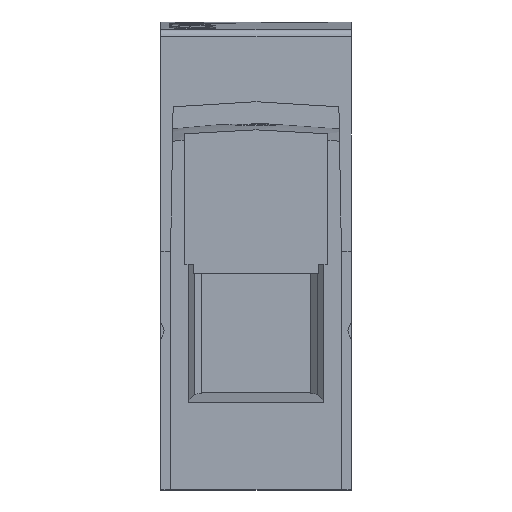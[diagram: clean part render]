
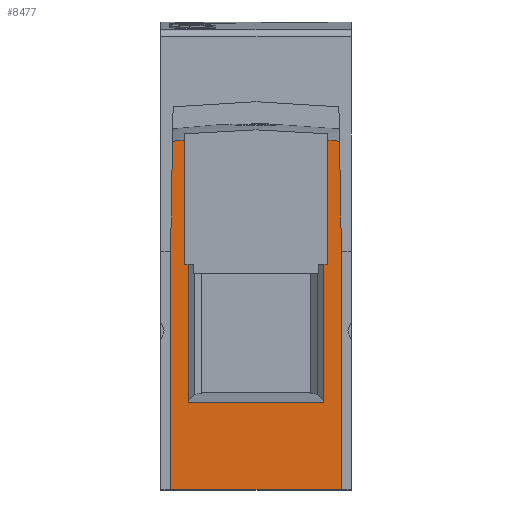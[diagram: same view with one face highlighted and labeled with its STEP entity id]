
A CAD part, front view. The second image highlights one B-rep face of the part: STEP entity #8477.
In plain terms, the highlighted planar face has unit normal (0, -1, 0).
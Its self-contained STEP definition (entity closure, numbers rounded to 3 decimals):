
#482=DIRECTION('',(-1.,0.,0.));
#483=VECTOR('',#482,23.295);
#484=CARTESIAN_POINT('',(11.648,-60.25,
0.));
#485=LINE('',#484,#483);
#1821=CARTESIAN_POINT('',(9.8,-60.25,47.74));
#1822=CARTESIAN_POINT('',(9.976,-60.25,47.72));
#1823=CARTESIAN_POINT('',(10.329,-60.25,47.68));
#1824=CARTESIAN_POINT('',(10.858,-60.25,47.617));
#1825=CARTESIAN_POINT('',(11.21,-60.25,47.573));
#1826=CARTESIAN_POINT('',(11.386,-60.25,47.551));
#1851=CARTESIAN_POINT('',(-11.386,-60.25,
47.551));
#1852=CARTESIAN_POINT('',(-11.21,-60.25,
47.573));
#1853=CARTESIAN_POINT('',(-10.858,-60.25,
47.617));
#1854=CARTESIAN_POINT('',(-10.329,-60.25,
47.68));
#1855=CARTESIAN_POINT('',(-9.976,-60.25,
47.72));
#1856=CARTESIAN_POINT('',(-9.8,-60.25,
47.74));
#3766=DIRECTION('',(0.,0.,-1.));
#3767=VECTOR('',#3766,32.55);
#3768=CARTESIAN_POINT('',(-11.648,-60.25,
32.55));
#3769=LINE('',#3768,#3767);
#3773=DIRECTION('',(-0.017,0.,-1.));
#3774=VECTOR('',#3773,15.003);
#3775=CARTESIAN_POINT('',(-11.386,-60.25,
47.551));
#3776=LINE('',#3775,#3774);
#3780=DIRECTION('',(0.,0.,1.));
#3781=VECTOR('',#3780,16.94);
#3782=CARTESIAN_POINT('',(-9.8,-60.25,
30.8));
#3783=LINE('',#3782,#3781);
#3787=DIRECTION('',(-1.,0.,0.));
#3788=VECTOR('',#3787,0.535);
#3789=CARTESIAN_POINT('',(-9.265,-60.25,
30.8));
#3790=LINE('',#3789,#3788);
#3794=DIRECTION('',(0.,0.,1.));
#3795=VECTOR('',#3794,18.836);
#3796=CARTESIAN_POINT('',(-9.265,-60.25,
11.964));
#3797=LINE('',#3796,#3795);
#3801=DIRECTION('',(-1.,0.,0.));
#3802=VECTOR('',#3801,18.529);
#3803=CARTESIAN_POINT('',(9.265,-60.25,11.964));
#3804=LINE('',#3803,#3802);
#3808=DIRECTION('',(0.,0.,-1.));
#3809=VECTOR('',#3808,18.836);
#3810=CARTESIAN_POINT('',(9.265,-60.25,30.8));
#3811=LINE('',#3810,#3809);
#3815=DIRECTION('',(-1.,0.,0.));
#3816=VECTOR('',#3815,0.535);
#3817=CARTESIAN_POINT('',(9.8,-60.25,30.8));
#3818=LINE('',#3817,#3816);
#3822=DIRECTION('',(0.,0.,-1.));
#3823=VECTOR('',#3822,16.94);
#3824=CARTESIAN_POINT('',(9.8,-60.25,47.74));
#3825=LINE('',#3824,#3823);
#3829=DIRECTION('',(-0.017,0.,1.));
#3830=VECTOR('',#3829,15.003);
#3831=CARTESIAN_POINT('',(11.648,-60.25,32.55));
#3832=LINE('',#3831,#3830);
#3836=DIRECTION('',(0.,0.,1.));
#3837=VECTOR('',#3836,32.55);
#3838=CARTESIAN_POINT('',(11.648,-60.25,
0.));
#3839=LINE('',#3838,#3837);
#4229=CARTESIAN_POINT('',(11.648,-60.25,
0.));
#4230=VERTEX_POINT('',#4229);
#4261=CARTESIAN_POINT('',(11.648,-60.25,32.55));
#4262=VERTEX_POINT('',#4261);
#4263=CARTESIAN_POINT('',(-11.648,-60.25,
0.));
#4264=VERTEX_POINT('',#4263);
#4279=CARTESIAN_POINT('',(-11.648,-60.25,
32.55));
#4280=VERTEX_POINT('',#4279);
#4315=CARTESIAN_POINT('',(-11.386,-60.25,
47.551));
#4316=VERTEX_POINT('',#4315);
#4336=CARTESIAN_POINT('',(11.386,-60.25,47.551));
#4337=VERTEX_POINT('',#4336);
#4392=VERTEX_POINT('',#1856);
#4406=VERTEX_POINT('',#1821);
#4426=CARTESIAN_POINT('',(-9.8,-60.25,
30.8));
#4427=VERTEX_POINT('',#4426);
#4436=CARTESIAN_POINT('',(9.8,-60.25,30.8));
#4437=VERTEX_POINT('',#4436);
#4456=CARTESIAN_POINT('',(-9.265,-60.25,
30.8));
#4457=VERTEX_POINT('',#4456);
#4473=CARTESIAN_POINT('',(9.265,-60.25,30.8));
#4474=VERTEX_POINT('',#4473);
#4496=CARTESIAN_POINT('',(-9.265,-60.25,
11.964));
#4497=VERTEX_POINT('',#4496);
#4512=CARTESIAN_POINT('',(9.265,-60.25,11.964));
#4513=VERTEX_POINT('',#4512);
#8449=CARTESIAN_POINT('',(-18.1,-60.25,
35.5));
#8450=DIRECTION('',(0.,-1.,0.));
#8451=DIRECTION('',(-1.,0.,0.));
#8452=AXIS2_PLACEMENT_3D('',#8449,#8450,#8451);
#8453=PLANE('',#8452);
#8454=ORIENTED_EDGE('',*,*,#5062,.F.);
#8455=ORIENTED_EDGE('',*,*,#6476,.F.);
#8456=ORIENTED_EDGE('',*,*,#6452,.T.);
#8458=ORIENTED_EDGE('',*,*,#8457,.F.);
#8460=ORIENTED_EDGE('',*,*,#8459,.F.);
#8462=ORIENTED_EDGE('',*,*,#8461,.F.);
#8464=ORIENTED_EDGE('',*,*,#8463,.F.);
#8466=ORIENTED_EDGE('',*,*,#8465,.F.);
#8468=ORIENTED_EDGE('',*,*,#8467,.F.);
#8470=ORIENTED_EDGE('',*,*,#8469,.F.);
#8471=ORIENTED_EDGE('',*,*,#6442,.T.);
#8472=ORIENTED_EDGE('',*,*,#4987,.F.);
#8473=ORIENTED_EDGE('',*,*,#5010,.F.);
#8474=ORIENTED_EDGE('',*,*,#5031,.T.);
#8475=EDGE_LOOP('',(#8454,#8455,#8456,#8458,#8460,#8462,#8464,#8466,#8468,#8470,
#8471,#8472,#8473,#8474));
#8476=FACE_OUTER_BOUND('',#8475,.F.);
#1827=B_SPLINE_CURVE_WITH_KNOTS('',3,(#1821,#1822,#1823,#1824,#1825,#1826),
.UNSPECIFIED.,.F.,.F.,(4,1,1,4),(0.,0.333,0.667,1.),
.UNSPECIFIED.);
#1857=B_SPLINE_CURVE_WITH_KNOTS('',3,(#1851,#1852,#1853,#1854,#1855,#1856),
.UNSPECIFIED.,.F.,.F.,(4,1,1,4),(0.,0.333,0.667,1.),
.UNSPECIFIED.);
#4987=EDGE_CURVE('',#4262,#4337,#3832,.T.);
#5010=EDGE_CURVE('',#4230,#4262,#3839,.T.);
#5031=EDGE_CURVE('',#4230,#4264,#485,.T.);
#5062=EDGE_CURVE('',#4280,#4264,#3769,.T.);
#6442=EDGE_CURVE('',#4406,#4337,#1827,.T.);
#6452=EDGE_CURVE('',#4316,#4392,#1857,.T.);
#6476=EDGE_CURVE('',#4316,#4280,#3776,.T.);
#8457=EDGE_CURVE('',#4427,#4392,#3783,.T.);
#8459=EDGE_CURVE('',#4457,#4427,#3790,.T.);
#8461=EDGE_CURVE('',#4497,#4457,#3797,.T.);
#8463=EDGE_CURVE('',#4513,#4497,#3804,.T.);
#8465=EDGE_CURVE('',#4474,#4513,#3811,.T.);
#8467=EDGE_CURVE('',#4437,#4474,#3818,.T.);
#8469=EDGE_CURVE('',#4406,#4437,#3825,.T.);
#8477=ADVANCED_FACE('',(#8476),#8453,.T.);
